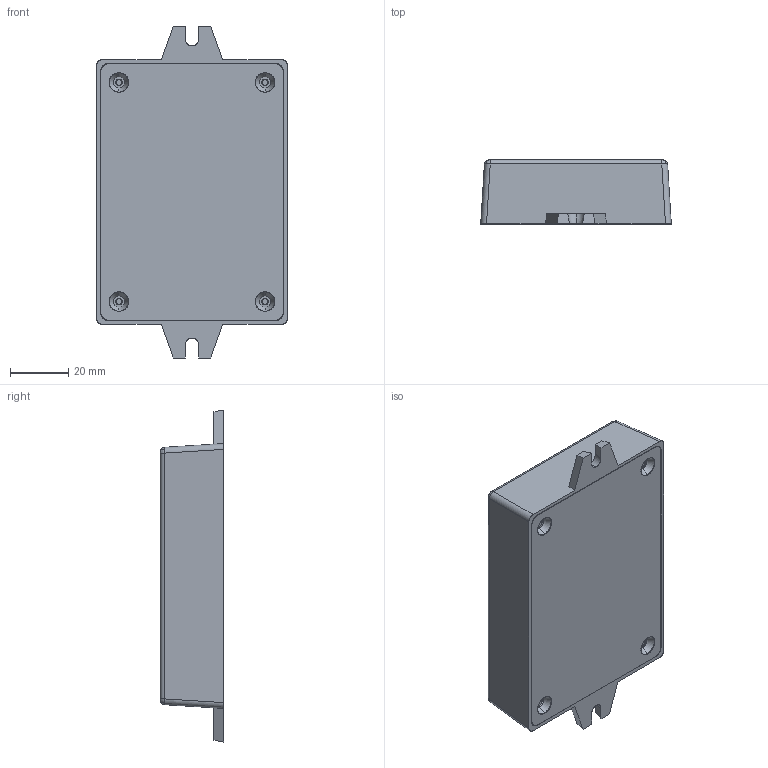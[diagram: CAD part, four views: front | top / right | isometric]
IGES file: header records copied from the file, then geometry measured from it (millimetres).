
Start section: SolidWorks IGES file using analytic representation for surfaces
Global section: file name: Z-53.IGS; native system: SolidWorks 2009; preprocessor: SolidWorks 2009; author: Administrator; date: 120713.131948; units: millimetre
Bounding box: 65.2 x 21.8 x 113.6 mm (x, y, z)
Surface area: 37644.2 mm2 (no closed solid volume)
Topology: 0 solids, 0 shells, 144 faces, 2440 edges, 2440 vertices
Faces by surface type: revolution 76, bspline 68
